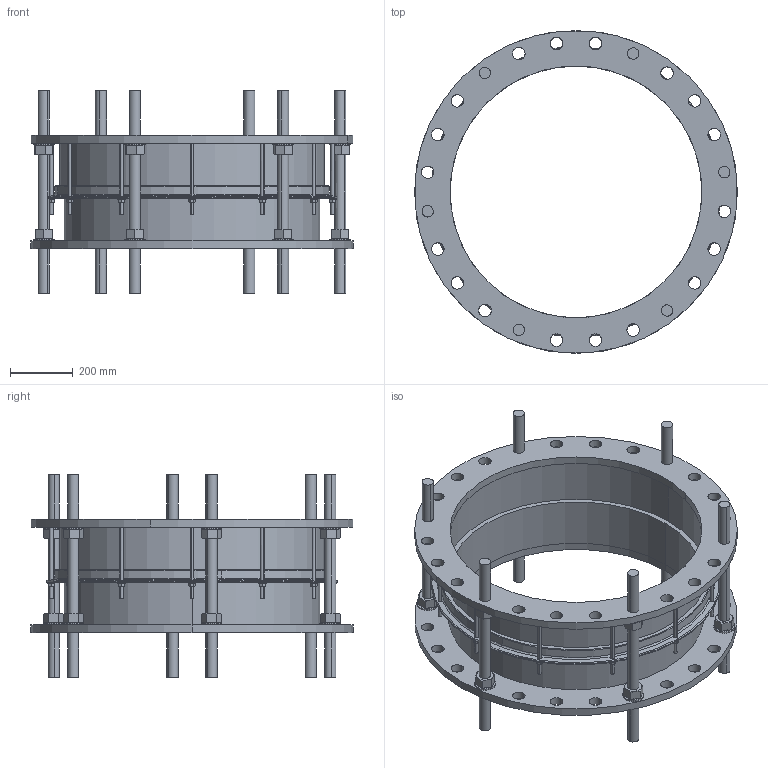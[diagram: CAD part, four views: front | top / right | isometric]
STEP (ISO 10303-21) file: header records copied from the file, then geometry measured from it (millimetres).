
FILE_DESCRIPTION (( 'STEP AP203' ), '1' );
FILE_NAME ('O_265_30_DN800_step.STEP', '2015-06-05T04:55:59', ( '' ), ( '' ), 'SwSTEP 2.0', 'SolidWorks 2012', '' );
FILE_SCHEMA (( 'CONFIG_CONTROL_DESIGN' ));
Length unit declared in the file: millimetre
Products named in the file (1): O_265_30_DN800_step
Bounding box: 1025 x 1025 x 645 mm (x, y, z)
Volume: 27647695.8 mm3; surface area: 3990951.4 mm2
Topology: 1 solids, 1 shells, 622 faces, 1562 edges, 1014 vertices
Faces by surface type: cylinder 251, plane 236, cone 124, torus 11
Entity records: 22124 total; most frequent: CARTESIAN_POINT 7081, ORIENTED_EDGE 3124, DIRECTION 3041, EDGE_CURVE 1562, AXIS2_PLACEMENT_3D 1258, VERTEX_POINT 1014, EDGE_LOOP 816, CIRCLE 635
